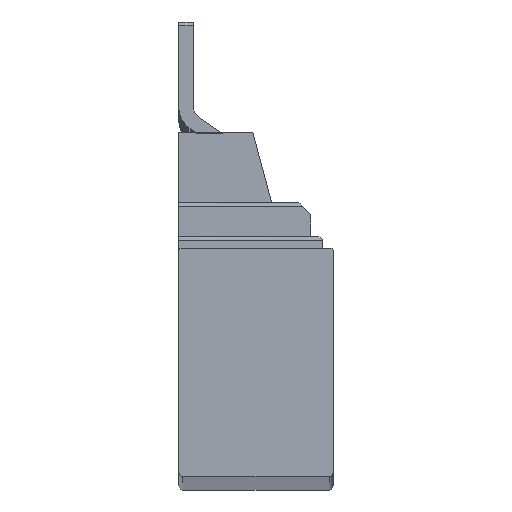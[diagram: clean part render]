
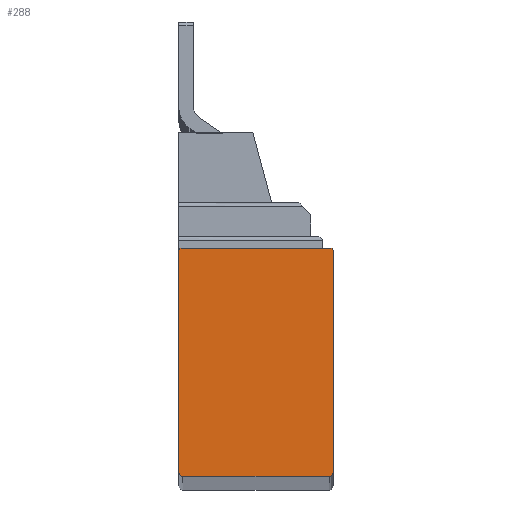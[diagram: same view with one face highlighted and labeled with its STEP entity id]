
A CAD part, top view. The second image highlights one B-rep face of the part: STEP entity #288.
In plain terms, the highlighted planar face has unit normal (0, 0, 1).
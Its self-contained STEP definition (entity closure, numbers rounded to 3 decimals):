
#69=DIRECTION('',(-1.,0.,0.));
#70=VECTOR('',#69,18.3);
#71=CARTESIAN_POINT('',(-464.357,35.239,967.761));
#72=LINE('',#71,#70);
#73=CARTESIAN_POINT('',(-482.657,35.739,967.761));
#74=DIRECTION('',(0.,0.,-1.));
#75=DIRECTION('',(0.,-1.,0.));
#76=AXIS2_PLACEMENT_3D('',#73,#74,#75);
#78=DIRECTION('',(0.,1.,0.));
#79=VECTOR('',#78,27.7);
#80=CARTESIAN_POINT('',(-483.157,35.739,967.761));
#81=LINE('',#80,#79);
#82=CARTESIAN_POINT('',(-482.857,63.439,967.761));
#83=DIRECTION('',(0.,0.,-1.));
#84=DIRECTION('',(-1.,0.,0.));
#85=AXIS2_PLACEMENT_3D('',#82,#83,#84);
#87=DIRECTION('',(1.,0.,0.));
#88=VECTOR('',#87,18.7);
#89=CARTESIAN_POINT('',(-482.857,63.739,967.761));
#90=LINE('',#89,#88);
#91=CARTESIAN_POINT('',(-464.157,63.439,967.761));
#92=DIRECTION('',(0.,0.,-1.));
#93=DIRECTION('',(0.,1.,0.));
#94=AXIS2_PLACEMENT_3D('',#91,#92,#93);
#96=DIRECTION('',(0.,-1.,0.));
#97=VECTOR('',#96,27.7);
#98=CARTESIAN_POINT('',(-463.857,63.439,967.761));
#99=LINE('',#98,#97);
#100=CARTESIAN_POINT('',(-464.357,35.739,967.761));
#101=DIRECTION('',(0.,0.,-1.));
#102=DIRECTION('',(1.,0.,0.));
#103=AXIS2_PLACEMENT_3D('',#100,#101,#102);
#121=CARTESIAN_POINT('',(-464.357,35.239,967.761));
#122=CARTESIAN_POINT('',(-482.657,35.239,967.761));
#123=VERTEX_POINT('',#121);
#124=VERTEX_POINT('',#122);
#125=CARTESIAN_POINT('',(-483.157,35.739,967.761));
#126=VERTEX_POINT('',#125);
#127=CARTESIAN_POINT('',(-483.157,63.439,967.761));
#128=VERTEX_POINT('',#127);
#129=CARTESIAN_POINT('',(-482.857,63.739,967.761));
#130=VERTEX_POINT('',#129);
#131=CARTESIAN_POINT('',(-464.157,63.739,967.761));
#132=VERTEX_POINT('',#131);
#133=CARTESIAN_POINT('',(-463.857,63.439,967.761));
#134=VERTEX_POINT('',#133);
#135=CARTESIAN_POINT('',(-463.857,35.739,967.761));
#136=VERTEX_POINT('',#135);
#273=CARTESIAN_POINT('',(-463.857,59.039,967.761));
#274=DIRECTION('',(0.,0.,-1.));
#275=DIRECTION('',(0.,1.,0.));
#276=AXIS2_PLACEMENT_3D('',#273,#274,#275);
#277=PLANE('',#276);
#278=ORIENTED_EDGE('',*,*,#169,.T.);
#279=ORIENTED_EDGE('',*,*,#184,.T.);
#280=ORIENTED_EDGE('',*,*,#198,.T.);
#281=ORIENTED_EDGE('',*,*,#212,.T.);
#282=ORIENTED_EDGE('',*,*,#226,.T.);
#283=ORIENTED_EDGE('',*,*,#240,.T.);
#284=ORIENTED_EDGE('',*,*,#254,.T.);
#285=ORIENTED_EDGE('',*,*,#267,.T.);
#286=EDGE_LOOP('',(#278,#279,#280,#281,#282,#283,#284,#285));
#287=FACE_OUTER_BOUND('',#286,.F.);
#288=ADVANCED_FACE('',(#287),#277,.F.);
#77=CIRCLE('',#76,0.5);
#86=CIRCLE('',#85,0.3);
#95=CIRCLE('',#94,0.3);
#104=CIRCLE('',#103,0.5);
#169=EDGE_CURVE('',#123,#124,#72,.T.);
#184=EDGE_CURVE('',#124,#126,#77,.T.);
#198=EDGE_CURVE('',#126,#128,#81,.T.);
#212=EDGE_CURVE('',#128,#130,#86,.T.);
#226=EDGE_CURVE('',#130,#132,#90,.T.);
#240=EDGE_CURVE('',#132,#134,#95,.T.);
#254=EDGE_CURVE('',#134,#136,#99,.T.);
#267=EDGE_CURVE('',#136,#123,#104,.T.);
